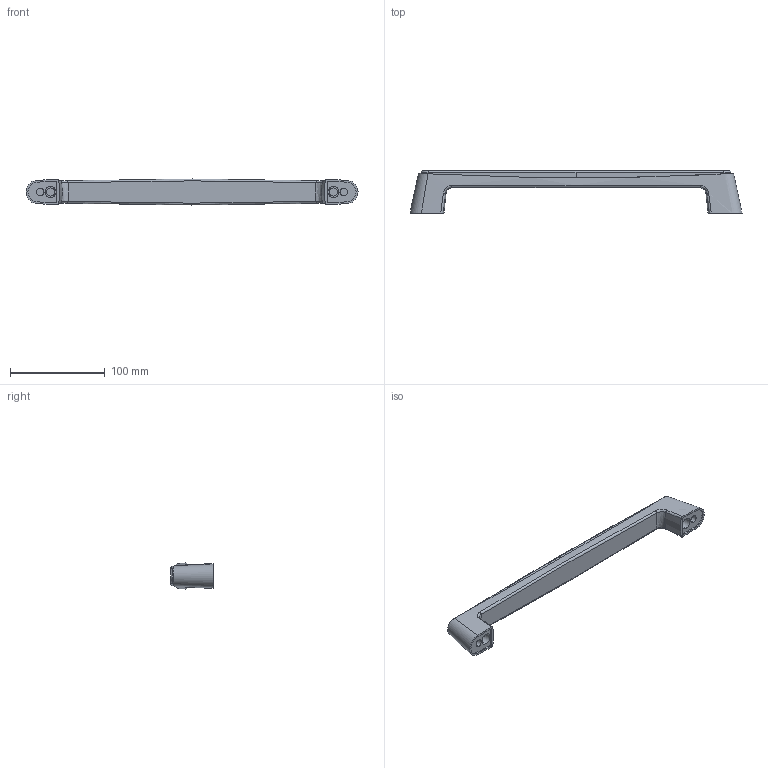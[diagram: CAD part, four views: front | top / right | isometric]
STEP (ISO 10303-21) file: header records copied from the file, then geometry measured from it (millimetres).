
FILE_DESCRIPTION (( 'STEP AP203' ), '1' );
FILE_NAME ('sone3D.STEP', '2017-11-02T02:43:05', ( '' ), ( '' ), 'SwSTEP 2.0', 'SolidWorks 2014', '' );
FILE_SCHEMA (( 'CONFIG_CONTROL_DESIGN' ));
Length unit declared in the file: millimetre
Products named in the file (3): A-178-0_本体 ; A-178-0_カバー ; sone3D
Assembly tree (2 placements, depth 2):
  sone3D
    A-178-0_本体 
    A-178-0_カバー 
Bounding box: 351 x 44.5 x 27.5 mm (x, y, z)
Volume: 48501.1 mm3; surface area: 67761.1 mm2
Topology: 2 solids, 2 shells, 80 faces, 194 edges, 126 vertices
Faces by surface type: cylinder 36, plane 23, bspline 16, torus 5
Entity records: 3615 total; most frequent: CARTESIAN_POINT 1479, ORIENTED_EDGE 388, DIRECTION 387, EDGE_CURVE 194, AXIS2_PLACEMENT_3D 167, VERTEX_POINT 126, CIRCLE 98, EDGE_LOOP 92
